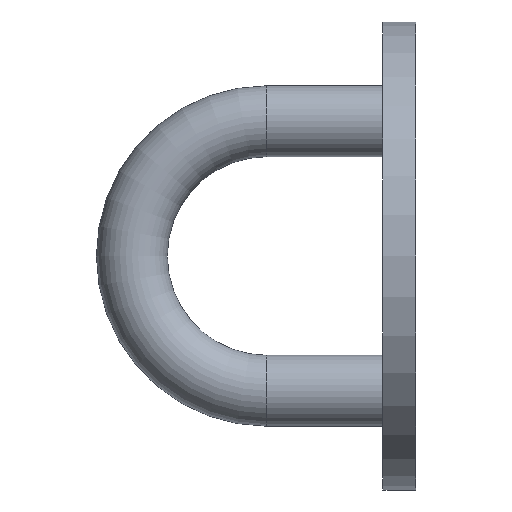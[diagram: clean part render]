
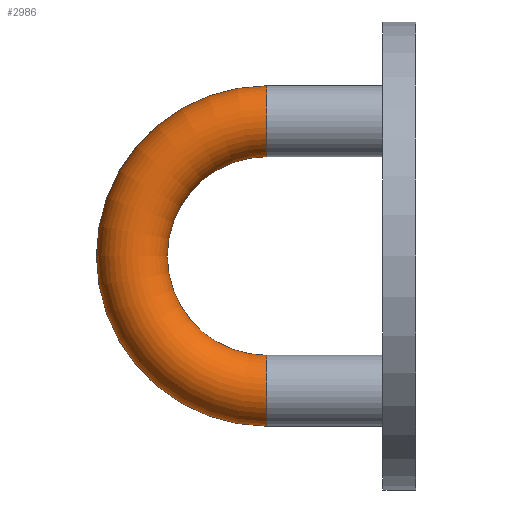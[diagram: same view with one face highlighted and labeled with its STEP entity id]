
A CAD part, left-side view. The second image highlights one B-rep face of the part: STEP entity #2986.
In plain terms, the highlighted toroidal (fillet/blend) face has major radius 9.5 mm and minor radius 2.5 mm.
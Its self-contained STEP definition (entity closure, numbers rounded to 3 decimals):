
#72 = AXIS2_PLACEMENT_3D ( 'NONE', #3111, #1974, #14170 ) ;
#171 = ORIENTED_EDGE ( 'NONE', *, *, #5952, .T. ) ;
#204 = CARTESIAN_POINT ( 'NONE',  ( 0., 10.5, 0. ) ) ;
#517 = DIRECTION ( 'NONE',  ( -1., 0., 0. ) ) ;
#713 = AXIS2_PLACEMENT_3D ( 'NONE', #3777, #1557, #13916 ) ;
#783 = ORIENTED_EDGE ( 'NONE', *, *, #14019, .F. ) ;
#904 = CARTESIAN_POINT ( 'NONE',  ( 0., 10.5, -12. ) ) ;
#1016 = VERTEX_POINT ( 'NONE', #10629 ) ;
#1330 = DIRECTION ( 'NONE',  ( -1., 0., 0. ) ) ;
#1557 = DIRECTION ( 'NONE',  ( 0., -1., 0. ) ) ;
#1703 = CARTESIAN_POINT ( 'NONE',  ( 0., 10.5, 0. ) ) ;
#1727 = EDGE_LOOP ( 'NONE', ( #783, #171, #4336, #2709 ) ) ;
#1880 = AXIS2_PLACEMENT_3D ( 'NONE', #204, #1330, #11288 ) ;
#1974 = DIRECTION ( 'NONE',  ( -1., 0., 0. ) ) ;
#2553 = EDGE_CURVE ( 'NONE', #4162, #1016, #4611, .T. ) ;
#2709 = ORIENTED_EDGE ( 'NONE', *, *, #2553, .F. ) ;
#2986 = ADVANCED_FACE ( 'NONE', ( #6533 ), #4944, .T. ) ;
#3038 = AXIS2_PLACEMENT_3D ( 'NONE', #1703, #517, #10759 ) ;
#3111 = CARTESIAN_POINT ( 'NONE',  ( 0., 10.5, 0. ) ) ;
#3777 = CARTESIAN_POINT ( 'NONE',  ( 0., 10.5, 9.5 ) ) ;
#4162 = VERTEX_POINT ( 'NONE', #11792 ) ;
#4336 = ORIENTED_EDGE ( 'NONE', *, *, #13419, .T. ) ;
#4611 = CIRCLE ( 'NONE', #1880, 7. ) ;
#4944 = TOROIDAL_SURFACE ( 'NONE', #72, 9.5, 2.5 ) ;
#5952 = EDGE_CURVE ( 'NONE', #14520, #7811, #12628, .T. ) ;
#6287 = DIRECTION ( 'NONE',  ( 0., 1., 0. ) ) ;
#6533 = FACE_OUTER_BOUND ( 'NONE', #1727, .T. ) ;
#7146 = CIRCLE ( 'NONE', #12270, 2.5 ) ;
#7811 = VERTEX_POINT ( 'NONE', #904 ) ;
#8558 = DIRECTION ( 'NONE',  ( 0., 0., 1. ) ) ;
#9160 = CARTESIAN_POINT ( 'NONE',  ( 0., 10.5, 12. ) ) ;
#9162 = CIRCLE ( 'NONE', #713, 2.5 ) ;
#10629 = CARTESIAN_POINT ( 'NONE',  ( 0., 10.5, -7. ) ) ;
#10759 = DIRECTION ( 'NONE',  ( 0., 0., 1. ) ) ;
#11288 = DIRECTION ( 'NONE',  ( 0., 0., 1. ) ) ;
#11792 = CARTESIAN_POINT ( 'NONE',  ( 0., 10.5, 7. ) ) ;
#12270 = AXIS2_PLACEMENT_3D ( 'NONE', #13026, #6287, #8558 ) ;
#12628 = CIRCLE ( 'NONE', #3038, 12. ) ;
#13026 = CARTESIAN_POINT ( 'NONE',  ( 0., 10.5, -9.5 ) ) ;
#13419 = EDGE_CURVE ( 'NONE', #7811, #1016, #7146, .T. ) ;
#13916 = DIRECTION ( 'NONE',  ( 0., 0., -1. ) ) ;
#14019 = EDGE_CURVE ( 'NONE', #14520, #4162, #9162, .T. ) ;
#14170 = DIRECTION ( 'NONE',  ( 0., 0., 1. ) ) ;
#14520 = VERTEX_POINT ( 'NONE', #9160 ) ;
